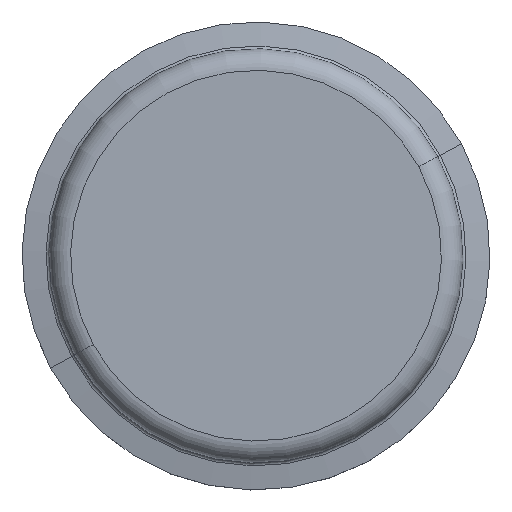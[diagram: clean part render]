
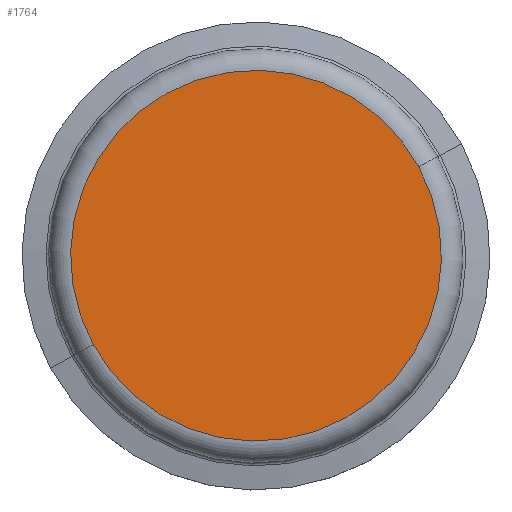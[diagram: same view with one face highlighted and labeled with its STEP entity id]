
A CAD part, top view. The second image highlights one B-rep face of the part: STEP entity #1764.
In plain terms, the highlighted planar face has unit normal (0, 0, 1).
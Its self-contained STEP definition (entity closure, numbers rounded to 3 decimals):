
#1052=AXIS2_PLACEMENT_3D('Circle Axis2P3D',#1050,#1051,$) ;
#1087=AXIS2_PLACEMENT_3D('Circle Axis2P3D',#1085,#1086,$) ;
#1758=AXIS2_PLACEMENT_3D('Plane Axis2P3D',#1755,#1756,#1757) ;
#1050=CARTESIAN_POINT('Axis2P3D Location',(0.,0.,11.9)) ;
#1054=CARTESIAN_POINT('Vertex',(4.52,2.469,11.9)) ;
#1056=CARTESIAN_POINT('Vertex',(-4.52,-2.469,11.9)) ;
#1085=CARTESIAN_POINT('Axis2P3D Location',(0.,0.,11.9)) ;
#1755=CARTESIAN_POINT('Axis2P3D Location',(0.,0.,11.9)) ;
#1051=DIRECTION('Axis2P3D Direction',(0.,0.,1.)) ;
#1086=DIRECTION('Axis2P3D Direction',(0.,0.,1.)) ;
#1756=DIRECTION('Axis2P3D Direction',(0.,0.,1.)) ;
#1757=DIRECTION('Axis2P3D XDirection',(1.,0.,0.)) ;
#1761=ORIENTED_EDGE('',*,*,#1058,.T.) ;
#1762=ORIENTED_EDGE('',*,*,#1089,.T.) ;
#1764=ADVANCED_FACE('Hmatn\X2\00ED\X0\k B17172 (TAC-2BR)',(#1763),#1759,.T.) ;
#1053=CIRCLE('generated circle',#1052,5.15) ;
#1088=CIRCLE('generated circle',#1087,5.15) ;
#1058=EDGE_CURVE('',#1055,#1057,#1053,.T.) ;
#1089=EDGE_CURVE('',#1057,#1055,#1088,.T.) ;
#1760=EDGE_LOOP('',(#1761,#1762)) ;
#1763=FACE_OUTER_BOUND('',#1760,.T.) ;
#1759=PLANE('Plane',#1758) ;
#1055=VERTEX_POINT('',#1054) ;
#1057=VERTEX_POINT('',#1056) ;
